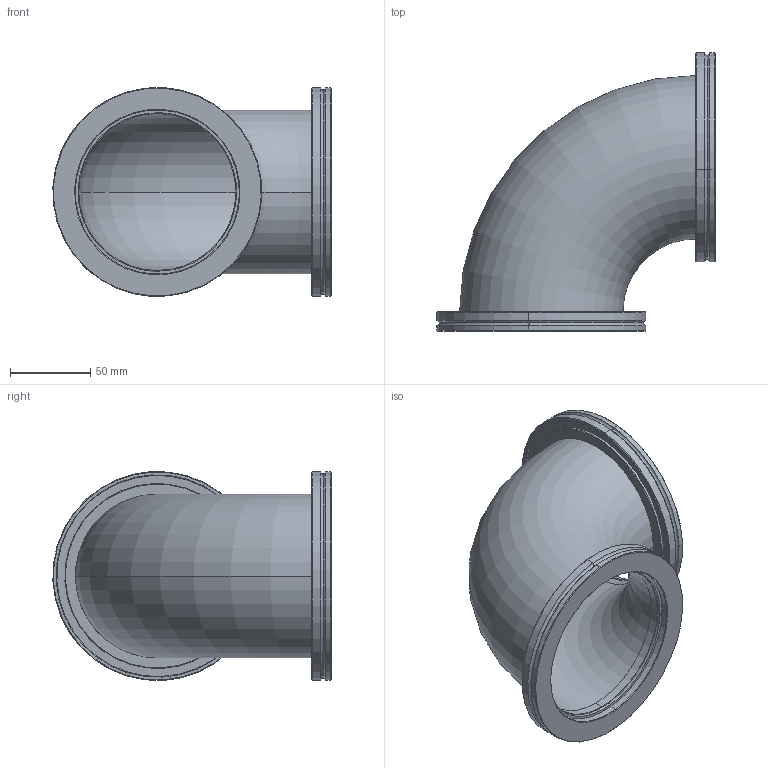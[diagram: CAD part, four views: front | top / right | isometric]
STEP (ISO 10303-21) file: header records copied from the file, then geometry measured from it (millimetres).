
FILE_DESCRIPTION (( 'STEP AP214' ), '1' );
FILE_NAME ('Hositrad_ISO100-E.STEP', '2017-06-02T09:29:57', ( 'Gebruiker' ), ( '' ), 'SwSTEP 2.0', 'SolidWorks 2017', '' );
FILE_SCHEMA (( 'AUTOMOTIVE_DESIGN' ));
Length unit declared in the file: millimetre
Products named in the file (3): ISO-K-Weld-All_ISO100-102; ISO-K_90-Elbow_63 to 100_ISO100-E; Hositrad_ISO100-E
Assembly tree (3 placements, depth 2):
  Hositrad_ISO100-E
    ISO-K_90-Elbow_63 to 100_ISO100-E
    ISO-K-Weld-All_ISO100-102  x2
Bounding box: 172.9 x 172.9 x 129.8 mm (x, y, z)
Volume: 215317.8 mm3; surface area: 145972.7 mm2
Topology: 3 solids, 3 shells, 82 faces, 172 edges, 104 vertices
Faces by surface type: cylinder 36, cone 20, plane 14, torus 12
Entity records: 1458 total; most frequent: DIRECTION 284, CARTESIAN_POINT 222, ORIENTED_EDGE 208, AXIS2_PLACEMENT_3D 126, EDGE_CURVE 104, CIRCLE 72, VERTEX_POINT 64, EDGE_LOOP 56
